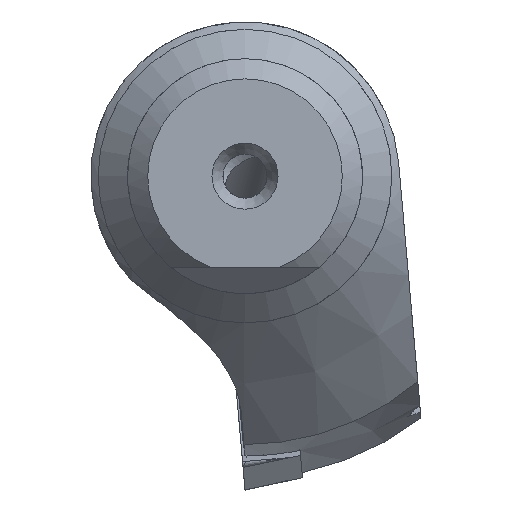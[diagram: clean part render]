
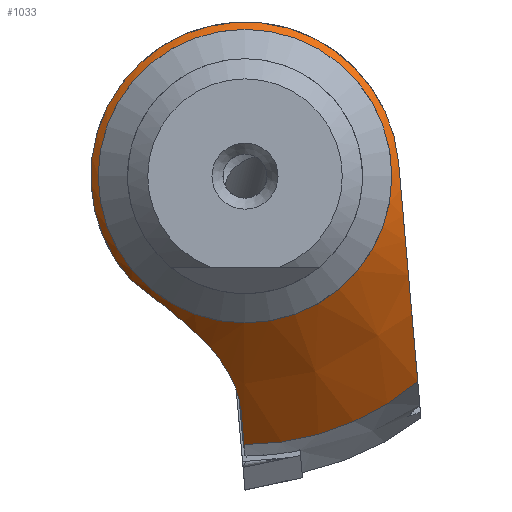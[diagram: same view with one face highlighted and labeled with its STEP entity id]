
A CAD part, left-side view. The second image highlights one B-rep face of the part: STEP entity #1033.
In plain terms, the highlighted conical face has half-angle 45 degrees and reference radius 18.281 mm.
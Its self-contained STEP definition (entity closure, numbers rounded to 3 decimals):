
#49 = CIRCLE ( 'NONE', #117, 10. ) ;
#75 = VERTEX_POINT ( 'NONE', #1170 ) ;
#117 = AXIS2_PLACEMENT_3D ( 'NONE', #1214, #3331, #1548 ) ;
#194 = ORIENTED_EDGE ( 'NONE', *, *, #3177, .T. ) ;
#218 = CARTESIAN_POINT ( 'NONE',  ( 93.765, 4.168, -9.938 ) ) ;
#292 = CARTESIAN_POINT ( 'NONE',  ( 94.565, -10.886, -3.955 ) ) ;
#304 = CARTESIAN_POINT ( 'NONE',  ( 99.486, -11.57, -11.769 ) ) ;
#316 = ORIENTED_EDGE ( 'NONE', *, *, #3362, .T. ) ;
#472 = CARTESIAN_POINT ( 'NONE',  ( 93.5, -10.523, 0.192 ) ) ;
#519 = CIRCLE ( 'NONE', #2948, 10.5 ) ;
#532 = EDGE_CURVE ( 'NONE', #2536, #2322, #3636, .T. ) ;
#591 = CARTESIAN_POINT ( 'NONE',  ( 97.78, -11.369, -9.476 ) ) ;
#621 = ORIENTED_EDGE ( 'NONE', *, *, #2297, .F. ) ;
#628 = DIRECTION ( 'NONE',  ( -1., 0., 0. ) ) ;
#636 = DIRECTION ( 'NONE',  ( -1., 0., 0. ) ) ;
#800 = CARTESIAN_POINT ( 'NONE',  ( 95.854, -11.108, -6.487 ) ) ;
#814 = CARTESIAN_POINT ( 'NONE',  ( 93.353, 5.921, -8.512 ) ) ;
#847 = CARTESIAN_POINT ( 'NONE',  ( 97.089, 0.774, -14.07 ) ) ;
#886 = CARTESIAN_POINT ( 'NONE',  ( 101.281, -11.764, -13.993 ) ) ;
#1025 = CARTESIAN_POINT ( 'NONE',  ( 93.5, -10.46, 0.915 ) ) ;
#1033 = ADVANCED_FACE ( 'NONE', ( #2440, #2309 ), #1627, .T. ) ;
#1048 = AXIS2_PLACEMENT_3D ( 'NONE', #1204, #1803, #2064 ) ;
#1103 = VERTEX_POINT ( 'NONE', #1480 ) ;
#1170 = CARTESIAN_POINT ( 'NONE',  ( 93.5, 7.745, -7.09 ) ) ;
#1175 = CARTESIAN_POINT ( 'NONE',  ( 93.576, -10.586, -0.519 ) ) ;
#1204 = CARTESIAN_POINT ( 'NONE',  ( 101.281, 0., 0. ) ) ;
#1214 = CARTESIAN_POINT ( 'NONE',  ( 93., 0., 0. ) ) ;
#1246 = CARTESIAN_POINT ( 'NONE',  ( 99.822, 0.198, -16.821 ) ) ;
#1403 = CARTESIAN_POINT ( 'NONE',  ( 93.61, 4.592, -9.581 ) ) ;
#1425 = CARTESIAN_POINT ( 'NONE',  ( 94.98, 2.283, -11.768 ) ) ;
#1440 = CARTESIAN_POINT ( 'NONE',  ( 98.281, 0.374, -15.277 ) ) ;
#1480 = CARTESIAN_POINT ( 'NONE',  ( 99.093, 0.262, -16.091 ) ) ;
#1486 = CARTESIAN_POINT ( 'NONE',  ( 93.5, 0., 0. ) ) ;
#1539 = DIRECTION ( 'NONE',  ( 0., 0., 1. ) ) ;
#1548 = DIRECTION ( 'NONE',  ( 0., 0., 1. ) ) ;
#1556 = EDGE_CURVE ( 'NONE', #2052, #75, #519, .T. ) ;
#1627 = CONICAL_SURFACE ( 'NONE', #1048, 18.281, 0.785 ) ;
#1628 = ORIENTED_EDGE ( 'NONE', *, *, #1556, .T. ) ;
#1688 = ORIENTED_EDGE ( 'NONE', *, *, #532, .T. ) ;
#1691 = EDGE_CURVE ( 'NONE', #2418, #2418, #49, .T. ) ;
#1698 = B_SPLINE_CURVE_WITH_KNOTS ( 'NONE', 3,
 ( #2586, #3182, #3171, #814, #1978, #1403, #218, #3215, #2608, #3500, #2270, #1425, #1999, #1702, #3193, #847, #2596, #1440, #2894, #1728 ),
 .UNSPECIFIED., .F., .F.,
 ( 4, 2, 2, 2, 2, 2, 2, 2, 2, 4 ),
 ( 0.015, 0.017, 0.019, 0.02, 0.021, 0.022, 0.024, 0.026, 0.027, 0.029 ),
 .UNSPECIFIED. ) ;
#1702 = CARTESIAN_POINT ( 'NONE',  ( 95.978, 1.411, -12.905 ) ) ;
#1728 = CARTESIAN_POINT ( 'NONE',  ( 99.093, 0.262, -16.091 ) ) ;
#1796 = EDGE_LOOP ( 'NONE', ( #2964 ) ) ;
#1803 = DIRECTION ( 'NONE',  ( 1., 0., 0. ) ) ;
#1978 = CARTESIAN_POINT ( 'NONE',  ( 93.404, 5.469, -8.869 ) ) ;
#1999 = CARTESIAN_POINT ( 'NONE',  ( 95.295, 1.97, -12.14 ) ) ;
#2037 = CARTESIAN_POINT ( 'NONE',  ( 94.073, -10.768, -2.604 ) ) ;
#2047 = CARTESIAN_POINT ( 'NONE',  ( 93.786, -10.677, -1.568 ) ) ;
#2052 = VERTEX_POINT ( 'NONE', #3015 ) ;
#2064 = DIRECTION ( 'NONE',  ( 0., 0., -1. ) ) ;
#2089 = CARTESIAN_POINT ( 'NONE',  ( 101.281, 0.07, -18.281 ) ) ;
#2098 = CARTESIAN_POINT ( 'NONE',  ( 93., 0., 10. ) ) ;
#2135 = CARTESIAN_POINT ( 'NONE',  ( 99.093, 0.262, -16.091 ) ) ;
#2170 = EDGE_LOOP ( 'NONE', ( #621, #1628, #194, #316, #1688 ) ) ;
#2197 = CARTESIAN_POINT ( 'NONE',  ( 101.281, 0.07, -18.281 ) ) ;
#2270 = CARTESIAN_POINT ( 'NONE',  ( 94.559, 2.802, -11.216 ) ) ;
#2297 = EDGE_CURVE ( 'NONE', #2052, #2322, #3688, .T. ) ;
#2309 = FACE_OUTER_BOUND ( 'NONE', #2170, .T. ) ;
#2322 = VERTEX_POINT ( 'NONE', #886 ) ;
#2333 = CARTESIAN_POINT ( 'NONE',  ( 94.859, -10.943, -4.604 ) ) ;
#2348 = CARTESIAN_POINT ( 'NONE',  ( 95.503, -11.054, -5.87 ) ) ;
#2381 = CARTESIAN_POINT ( 'NONE',  ( 101.281, 0., 0. ) ) ;
#2418 = VERTEX_POINT ( 'NONE', #2098 ) ;
#2440 = FACE_BOUND ( 'NONE', #1796, .T. ) ;
#2536 = VERTEX_POINT ( 'NONE', #2197 ) ;
#2548 = CARTESIAN_POINT ( 'NONE',  ( 100.374, -11.668, -12.888 ) ) ;
#2586 = CARTESIAN_POINT ( 'NONE',  ( 93.5, 7.745, -7.09 ) ) ;
#2596 = CARTESIAN_POINT ( 'NONE',  ( 97.479, 0.614, -14.466 ) ) ;
#2608 = CARTESIAN_POINT ( 'NONE',  ( 94.182, 3.361, -10.668 ) ) ;
#2635 = CARTESIAN_POINT ( 'NONE',  ( 96.963, -11.267, -8.305 ) ) ;
#2777 = B_SPLINE_CURVE_WITH_KNOTS ( 'NONE', 3,
 ( #2135, #1246, #3032, #2089 ),
 .UNSPECIFIED., .F., .F.,
 ( 4, 4 ),
 ( 0.063, 0.067 ),
 .UNSPECIFIED. ) ;
#2803 = AXIS2_PLACEMENT_3D ( 'NONE', #2381, #628, #1539 ) ;
#2846 = CARTESIAN_POINT ( 'NONE',  ( 94.188, -10.798, -2.947 ) ) ;
#2894 = CARTESIAN_POINT ( 'NONE',  ( 98.687, 0.297, -15.684 ) ) ;
#2948 = AXIS2_PLACEMENT_3D ( 'NONE', #1486, #636, #3591 ) ;
#2964 = ORIENTED_EDGE ( 'NONE', *, *, #1691, .F. ) ;
#3015 = CARTESIAN_POINT ( 'NONE',  ( 93.5, -10.46, 0.915 ) ) ;
#3032 = CARTESIAN_POINT ( 'NONE',  ( 100.552, 0.134, -17.551 ) ) ;
#3171 = CARTESIAN_POINT ( 'NONE',  ( 93.353, 6.841, -7.793 ) ) ;
#3177 = EDGE_CURVE ( 'NONE', #75, #1103, #1698, .T. ) ;
#3182 = CARTESIAN_POINT ( 'NONE',  ( 93.405, 7.296, -7.44 ) ) ;
#3193 = CARTESIAN_POINT ( 'NONE',  ( 96.339, 1.173, -13.289 ) ) ;
#3215 = CARTESIAN_POINT ( 'NONE',  ( 94.069, 3.559, -10.484 ) ) ;
#3331 = DIRECTION ( 'NONE',  ( -1., 0., 0. ) ) ;
#3362 = EDGE_CURVE ( 'NONE', #1103, #2536, #2777, .T. ) ;
#3471 = CARTESIAN_POINT ( 'NONE',  ( 101.281, -11.764, -13.993 ) ) ;
#3500 = CARTESIAN_POINT ( 'NONE',  ( 94.427, 2.983, -11.033 ) ) ;
#3591 = DIRECTION ( 'NONE',  ( 0., 0., -1. ) ) ;
#3636 = CIRCLE ( 'NONE', #2803, 18.281 ) ;
#3688 = B_SPLINE_CURVE_WITH_KNOTS ( 'NONE', 3,
 ( #1025, #472, #1175, #2047, #3847, #2037, #2846, #292, #2333, #2348, #800, #2635, #591, #304, #2548, #3471 ),
 .UNSPECIFIED., .F., .F.,
 ( 4, 2, 2, 2, 2, 2, 2, 4 ),
 ( 0., 0.002, 0.003, 0.004, 0.006, 0.009, 0.013, 0.017 ),
 .UNSPECIFIED. ) ;
#3847 = CARTESIAN_POINT ( 'NONE',  ( 93.872, -10.708, -1.915 ) ) ;
